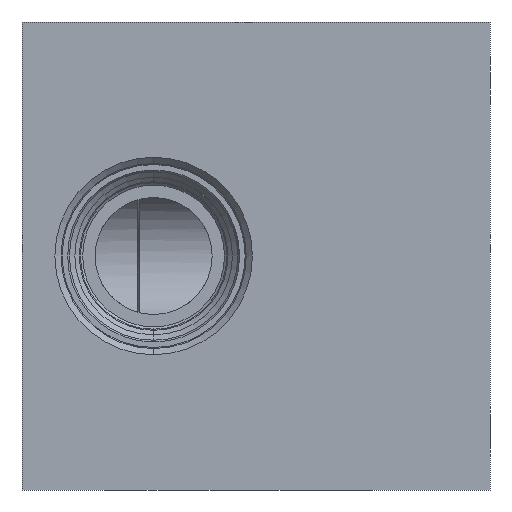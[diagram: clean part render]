
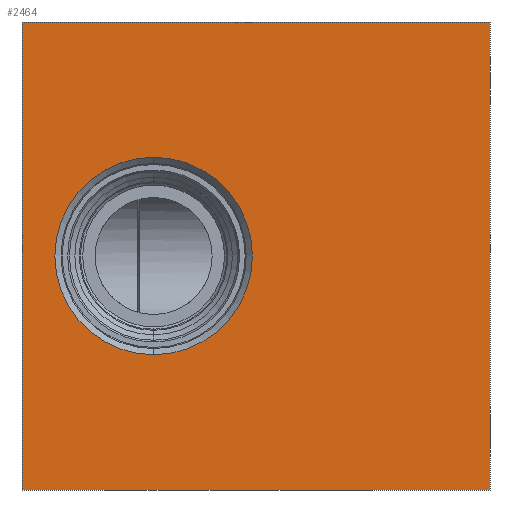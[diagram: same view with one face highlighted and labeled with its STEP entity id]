
A CAD part, front view. The second image highlights one B-rep face of the part: STEP entity #2464.
In plain terms, the highlighted planar face has unit normal (0, -1, 0).
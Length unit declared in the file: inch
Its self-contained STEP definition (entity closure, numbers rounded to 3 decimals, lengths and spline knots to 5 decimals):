
#5=DIRECTION('',(1.,0.,0.));
#6=VECTOR('',#5,4.);
#7=CARTESIAN_POINT('',(0.,-5.5,0.));
#8=LINE('',#7,#6);
#75=DIRECTION('',(0.,0.,1.));
#76=VECTOR('',#75,4.);
#77=CARTESIAN_POINT('',(4.,-5.5,0.));
#78=LINE('',#77,#76);
#99=DIRECTION('',(0.,0.,1.));
#100=VECTOR('',#99,4.);
#101=CARTESIAN_POINT('',(0.,-5.5,0.));
#102=LINE('',#101,#100);
#103=CARTESIAN_POINT('',(1.125,-5.5,2.));
#104=DIRECTION('',(0.,1.,0.));
#105=DIRECTION('',(0.,0.,-1.));
#106=AXIS2_PLACEMENT_3D('',#103,#104,#105);
#108=CARTESIAN_POINT('',(1.125,-5.5,2.));
#109=DIRECTION('',(0.,1.,0.));
#110=DIRECTION('',(0.,0.,1.));
#111=AXIS2_PLACEMENT_3D('',#108,#109,#110);
#125=DIRECTION('',(1.,0.,0.));
#126=VECTOR('',#125,4.);
#127=CARTESIAN_POINT('',(0.,-5.5,4.));
#128=LINE('',#127,#126);
#2014=CARTESIAN_POINT('',(0.,-5.5,0.));
#2016=VERTEX_POINT('',#2014);
#2017=CARTESIAN_POINT('',(4.,-5.5,0.));
#2018=VERTEX_POINT('',#2017);
#2022=CARTESIAN_POINT('',(0.,-5.5,4.));
#2024=VERTEX_POINT('',#2022);
#2025=CARTESIAN_POINT('',(4.,-5.5,4.));
#2026=VERTEX_POINT('',#2025);
#2251=CARTESIAN_POINT('',(1.125,-5.5,2.844));
#2253=VERTEX_POINT('',#2251);
#2263=CARTESIAN_POINT('',(1.125,-5.5,1.156));
#2264=VERTEX_POINT('',#2263);
#2446=CARTESIAN_POINT('',(0.,-5.5,0.));
#2447=DIRECTION('',(0.,-1.,0.));
#2448=DIRECTION('',(1.,0.,0.));
#2449=AXIS2_PLACEMENT_3D('',#2446,#2447,#2448);
#2450=PLANE('',#2449);
#2451=ORIENTED_EDGE('',*,*,#2352,.F.);
#2452=ORIENTED_EDGE('',*,*,#2383,.T.);
#2454=ORIENTED_EDGE('',*,*,#2453,.T.);
#2455=ORIENTED_EDGE('',*,*,#2426,.F.);
#2456=EDGE_LOOP('',(#2451,#2452,#2454,#2455));
#2457=FACE_OUTER_BOUND('',#2456,.F.);
#2459=ORIENTED_EDGE('',*,*,#2458,.F.);
#2461=ORIENTED_EDGE('',*,*,#2460,.F.);
#2462=EDGE_LOOP('',(#2459,#2461));
#2463=FACE_BOUND('',#2462,.F.);
#2464=ADVANCED_FACE('',(#2457,#2463),#2450,.T.);
#107=CIRCLE('',#106,0.844);
#112=CIRCLE('',#111,0.844);
#2352=EDGE_CURVE('',#2016,#2018,#8,.T.);
#2383=EDGE_CURVE('',#2016,#2024,#102,.T.);
#2426=EDGE_CURVE('',#2018,#2026,#78,.T.);
#2453=EDGE_CURVE('',#2024,#2026,#128,.T.);
#2458=EDGE_CURVE('',#2264,#2253,#107,.T.);
#2460=EDGE_CURVE('',#2253,#2264,#112,.T.);
